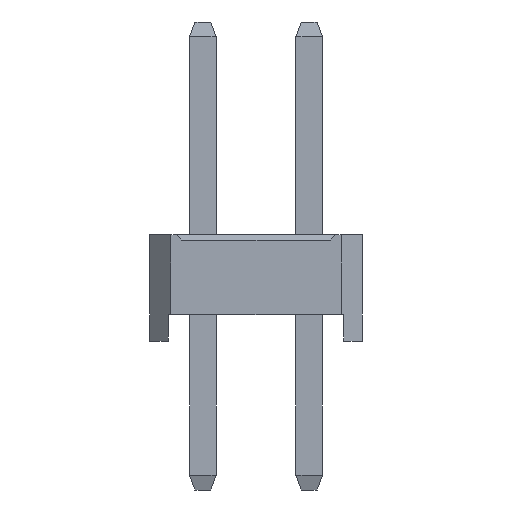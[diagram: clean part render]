
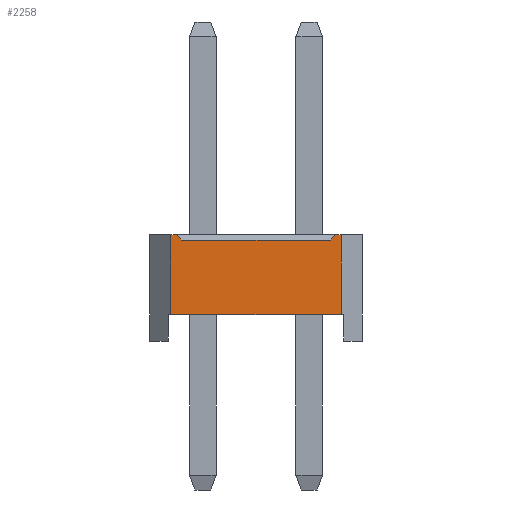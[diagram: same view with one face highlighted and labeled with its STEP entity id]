
A CAD part, left-side view. The second image highlights one B-rep face of the part: STEP entity #2258.
In plain terms, the highlighted planar face has unit normal (-1, 0, 0).
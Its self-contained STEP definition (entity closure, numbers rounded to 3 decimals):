
#2258=ADVANCED_FACE('',(#9180),#9182,.T.);
#9180=FACE_BOUND('',#9181,.T.);
#9181=EDGE_LOOP('',(#14603,#14604,#14605,#14606,#14607,#14608,#14609,#14610));
#9182=PLANE('',#9183);
#9183=AXIS2_PLACEMENT_3D('',#9184,#9185,#9186);
#9184=CARTESIAN_POINT('',(-1.,2.6,0.));
#9185=DIRECTION('',(-1.,0.,0.));
#9186=DIRECTION('',(0.,-1.,0.));
#14603=ORIENTED_EDGE('',*,*,#17954,.F.);
#14604=ORIENTED_EDGE('',*,*,#17955,.T.);
#14605=ORIENTED_EDGE('',*,*,#17956,.F.);
#14606=ORIENTED_EDGE('',*,*,#17221,.F.);
#14607=ORIENTED_EDGE('',*,*,#17957,.F.);
#14608=ORIENTED_EDGE('',*,*,#16948,.T.);
#14609=ORIENTED_EDGE('',*,*,#17953,.T.);
#14610=ORIENTED_EDGE('',*,*,#17225,.F.);
#16948=EDGE_CURVE('',#18871,#18869,#18872,.T.);
#17221=EDGE_CURVE('',#19415,#19417,#19418,.T.);
#17225=EDGE_CURVE('',#19423,#19425,#19426,.T.);
#17953=EDGE_CURVE('',#18869,#19425,#20636,.T.);
#17954=EDGE_CURVE('',#20637,#19423,#20638,.F.);
#17955=EDGE_CURVE('',#20637,#20639,#20640,.T.);
#17956=EDGE_CURVE('',#19417,#20639,#20641,.F.);
#17957=EDGE_CURVE('',#18871,#19415,#20642,.T.);
#18869=VERTEX_POINT('',#21986);
#18871=VERTEX_POINT('',#21990);
#18872=LINE('',#21991,#21992);
#19415=VERTEX_POINT('',#23078);
#19417=VERTEX_POINT('',#23082);
#19418=LINE('',#23083,#23084);
#19423=VERTEX_POINT('',#23094);
#19425=VERTEX_POINT('',#23098);
#19426=LINE('',#23099,#23100);
#20636=LINE('',#25765,#25766);
#20637=VERTEX_POINT('',#25768);
#20638=LINE('',#25769,#25770);
#20639=VERTEX_POINT('',#25772);
#20640=LINE('',#25773,#25774);
#20641=LINE('',#25776,#25777);
#20642=LINE('',#25779,#25780);
#21986=CARTESIAN_POINT('',(-1.,-0.6,0.5));
#21990=CARTESIAN_POINT('',(-1.,2.6,0.5));
#21991=CARTESIAN_POINT('',(-1.,2.6,0.5));
#21992=VECTOR('',#21993,1.);
#21993=DIRECTION('',(0.,-1.,0.));
#23078=CARTESIAN_POINT('',(-1.,2.6,2.));
#23082=CARTESIAN_POINT('',(-1.,2.5,2.));
#23083=CARTESIAN_POINT('',(-1.,2.6,2.));
#23084=VECTOR('',#23085,1.);
#23085=DIRECTION('',(0.,-1.,0.));
#23094=CARTESIAN_POINT('',(-1.,-0.5,2.));
#23098=CARTESIAN_POINT('',(-1.,-0.6,2.));
#23099=CARTESIAN_POINT('',(-1.,-0.5,2.));
#23100=VECTOR('',#23101,1.);
#23101=DIRECTION('',(0.,-1.,0.));
#25765=CARTESIAN_POINT('',(-1.,-0.6,0.5));
#25766=VECTOR('',#25767,1.);
#25767=DIRECTION('',(0.,0.,1.));
#25768=CARTESIAN_POINT('',(-1.,-0.4,1.9));
#25769=CARTESIAN_POINT('',(-1.,-0.5,2.));
#25770=VECTOR('',#25771,1.);
#25771=DIRECTION('',(0.,0.707,-0.707));
#25772=CARTESIAN_POINT('',(-1.,2.4,1.9));
#25773=CARTESIAN_POINT('',(-1.,-0.4,1.9));
#25774=VECTOR('',#25775,1.);
#25775=DIRECTION('',(0.,1.,0.));
#25776=CARTESIAN_POINT('',(-1.,2.4,1.9));
#25777=VECTOR('',#25778,1.);
#25778=DIRECTION('',(0.,0.707,0.707));
#25779=CARTESIAN_POINT('',(-1.,2.6,0.5));
#25780=VECTOR('',#25781,1.);
#25781=DIRECTION('',(0.,0.,1.));
